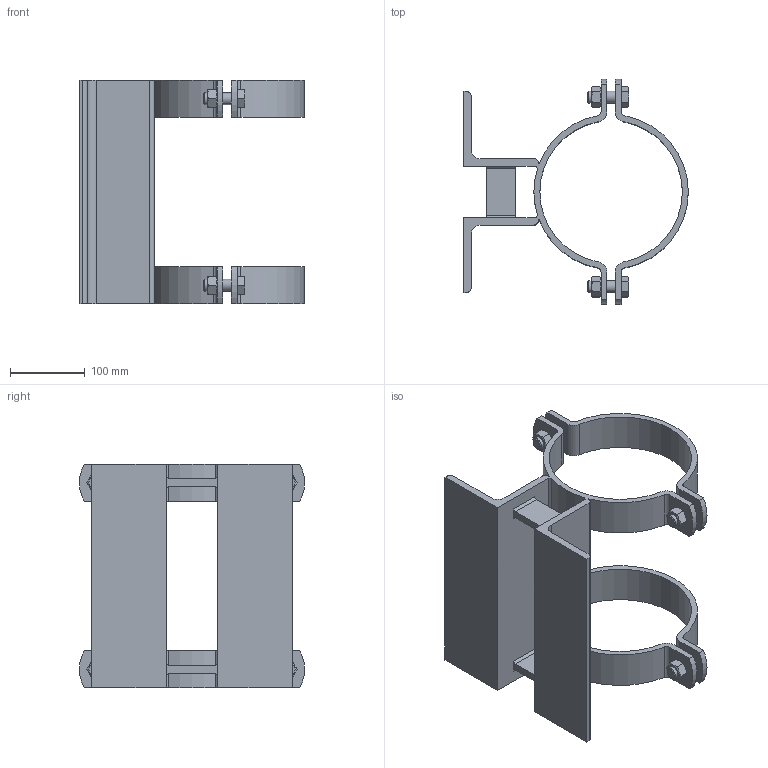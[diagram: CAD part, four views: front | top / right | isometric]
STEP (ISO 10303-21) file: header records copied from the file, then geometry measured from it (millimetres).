
FILE_DESCRIPTION((''),'2;1');
FILE_NAME('116209.stp','2010-04-22T08:53:42',('DMK009'),(''),'Autodesk Inventor 2010','Autodesk Inventor 2010','');
FILE_SCHEMA(('AUTOMOTIVE_DESIGN { 1 0 10303 214 1 1 1 1 }'));
Length unit declared in the file: millimetre
Products named in the file (1): 116209
Bounding box: 301.08 x 302 x 300 mm (x, y, z)
Volume: 1879964.5 mm3; surface area: 451315.9 mm2
Topology: 1 solids, 1 shells, 246 faces, 618 edges, 400 vertices
Faces by surface type: plane 132, cylinder 58, cone 48, bspline 8
Full cylindrical faces by diameter (mm): 14.917 x4, 16 x8, 18 x4, 22 x4
Entity records: 7260 total; most frequent: CARTESIAN_POINT 1513, DIRECTION 1112, ORIENTED_EDGE 1108, EDGE_CURVE 554, AXIS2_PLACEMENT_3D 415, VERTEX_POINT 384, EDGE_LOOP 330, VECTOR 282
